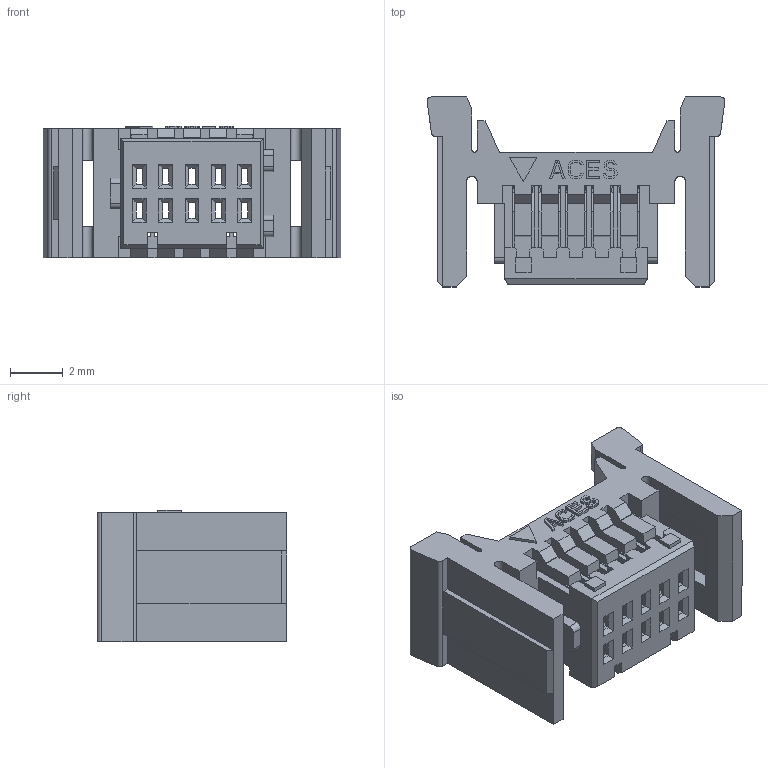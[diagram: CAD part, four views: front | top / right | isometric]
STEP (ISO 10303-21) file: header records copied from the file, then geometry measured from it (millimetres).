
FILE_DESCRIPTION((''),'2;1');
FILE_NAME('PRT0208','2021-06-10T',('k99429'),(''),'PRO/ENGINEER BY PARAMETRIC TECHNOLOGY CORPORATION, 2009360','PRO/ENGINEER BY PARAMETRIC TECHNOLOGY CORPORATION, 2009360','');
FILE_SCHEMA(('CONFIG_CONTROL_DESIGN'));
Length unit declared in the file: millimetre
Products named in the file (1): PRT0208
Bounding box: 11.3 x 7.2 x 5 mm (x, y, z)
Volume: 148.6 mm3; surface area: 647.3 mm2
Topology: 1 solids, 1 shells, 720 faces, 2090 edges, 1356 vertices
Faces by surface type: plane 702, cylinder 18
Entity records: 23296 total; most frequent: CARTESIAN_POINT 4226, ORIENTED_EDGE 4180, DIRECTION 3554, EDGE_CURVE 2090, VECTOR 2050, LINE 2050, VERTEX_POINT 1356, EDGE_LOOP 756
